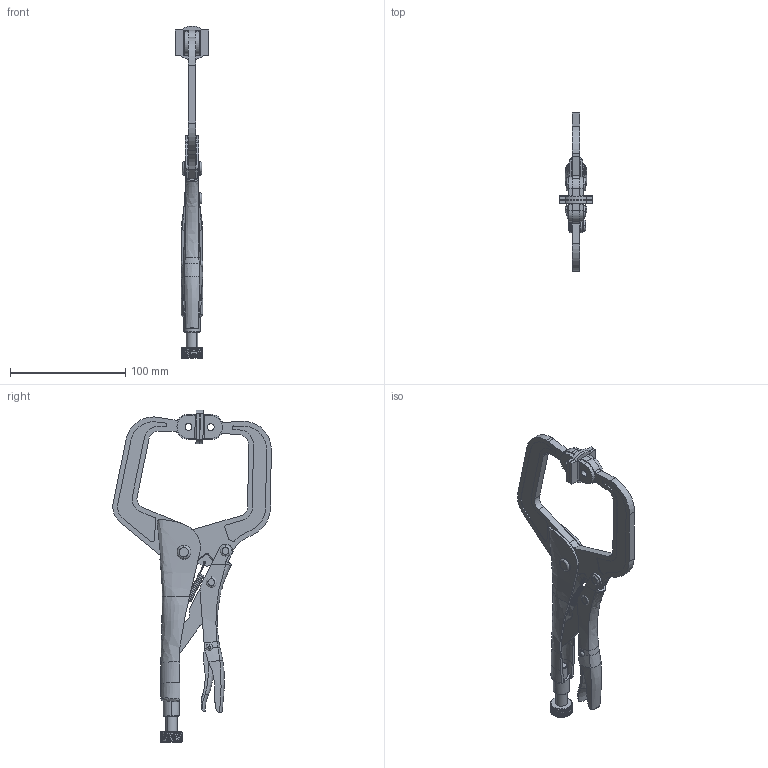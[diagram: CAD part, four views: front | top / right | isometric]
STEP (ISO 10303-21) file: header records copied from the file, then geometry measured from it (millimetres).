
FILE_DESCRIPTION (( 'STEP AP203' ), '1' );
FILE_NAME ('HS-511SP.STEP', '2019-10-11T00:55:46', ( '微软用户' ), ( '微软中国' ), 'SwSTEP 2.0', 'SolidWorks 2012', '' );
FILE_SCHEMA (( 'CONFIG_CONTROL_DESIGN' ));
Products named in the file (12): HS-511SP; 郲標; 种3; 种2; 种1; 忒梟3; 忒梟2; 蹟邡; 嶺啣; 粟銅1; 粟銅; 忒梟1
Assembly tree (12 placements, depth 2):
  HS-511SP
    忒梟1
    粟銅
    粟銅1
    嶺啣
    蹟邡
    忒梟2
    忒梟3
    种1
    种2  x2
    种3
    郲標
Bounding box: 29.4 x 137.32 x 287.76 mm (x, y, z)
Volume: 91592.7 mm3; surface area: 63204.1 mm2
Topology: 12 solids, 12 shells, 1088 faces, 2774 edges, 1733 vertices
Faces by surface type: bspline 406, plane 342, cylinder 280, torus 32, cone 28
Entity records: 98324 total; most frequent: CARTESIAN_POINT 75300, ORIENTED_EDGE 5496, DIRECTION 3127, EDGE_CURVE 2748, VERTEX_POINT 1717, EDGE_LOOP 1145, ADVANCED_FACE 1074, FACE_OUTER_BOUND 1074
